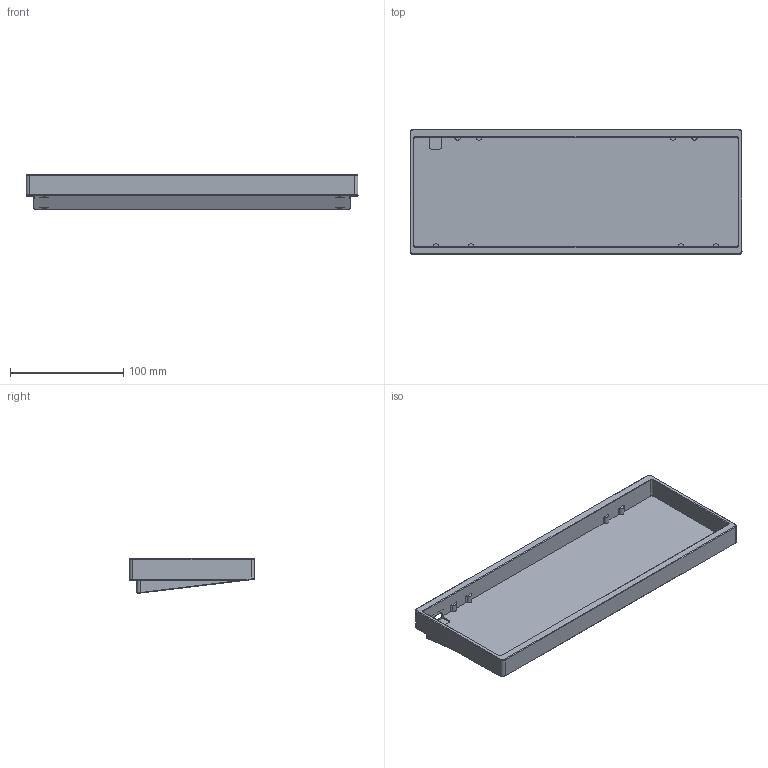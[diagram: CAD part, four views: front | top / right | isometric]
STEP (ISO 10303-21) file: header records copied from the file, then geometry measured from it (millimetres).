
FILE_DESCRIPTION(/* description */ (''),/* implementation_level */ '2;1');
FILE_NAME(/* name */ '60v2 Print NON JST.step',/* time_stamp */ '2021-05-20T20:32:28-04:00',/* author */ (''),/* organization */ (''),/* preprocessor_version */ 'ST-DEVELOPER v18.1',/* originating_system */ 'Autodesk Translation Framework v10.6.0.1341',/* authorisation */ '');
FILE_SCHEMA (('AUTOMOTIVE_DESIGN { 1 0 10303 214 3 1 1 }'));
Length unit declared in the file: millimetre
Products named in the file (1): 60v2 Print NON JST
Bounding box: 293.7 x 110.7 x 30.82 mm (x, y, z)
Volume: 286594.1 mm3; surface area: 97722.8 mm2
Topology: 1 solids, 1 shells, 133 faces, 343 edges, 216 vertices
Faces by surface type: plane 61, cylinder 50, cone 14, bspline 8
Full cylindrical faces by diameter (mm): 8 x4
Entity records: 4254 total; most frequent: CARTESIAN_POINT 924, DIRECTION 697, ORIENTED_EDGE 686, EDGE_CURVE 343, AXIS2_PLACEMENT_3D 240, LINE 217, VECTOR 217, VERTEX_POINT 216
